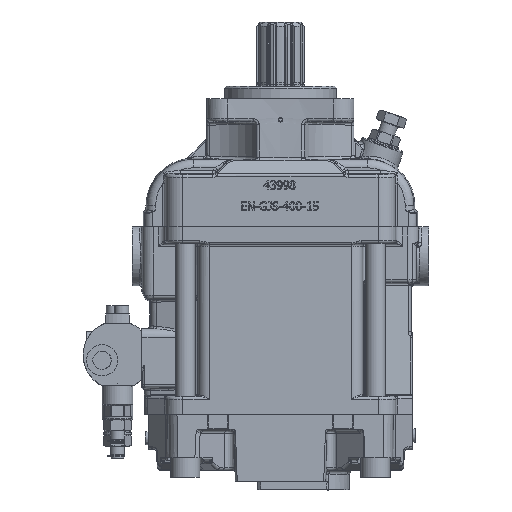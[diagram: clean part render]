
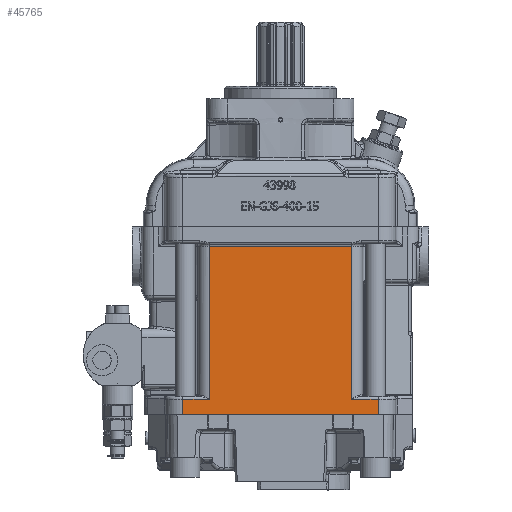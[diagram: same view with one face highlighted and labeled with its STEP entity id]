
A CAD part, left-side view. The second image highlights one B-rep face of the part: STEP entity #45765.
In plain terms, the highlighted planar face has unit normal (-1, 0, 0).
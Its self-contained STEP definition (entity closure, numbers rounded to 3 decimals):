
#7683=FACE_OUTER_BOUND('',#10528,.T.);
#10528=EDGE_LOOP('',(#34445,#34446,#34447,#34448,#34449,#34450,#34451,#34452));
#13904=LINE('',#75287,#16907);
#14187=LINE('',#77203,#17190);
#14188=LINE('',#77207,#17191);
#14189=LINE('',#77209,#17192);
#14190=LINE('',#77211,#17193);
#14191=LINE('',#77213,#17194);
#14192=LINE('',#77215,#17195);
#14193=LINE('',#77216,#17196);
#16907=VECTOR('',#54938,10.);
#17190=VECTOR('',#55699,10.);
#17191=VECTOR('',#55704,10.);
#17192=VECTOR('',#55705,10.);
#17193=VECTOR('',#55706,10.);
#17194=VECTOR('',#55707,10.);
#17195=VECTOR('',#55708,10.);
#17196=VECTOR('',#55709,10.);
#20240=VERTEX_POINT('',#75284);
#20241=VERTEX_POINT('',#75286);
#20714=VERTEX_POINT('',#77202);
#20715=VERTEX_POINT('',#77206);
#20716=VERTEX_POINT('',#77208);
#20717=VERTEX_POINT('',#77210);
#20718=VERTEX_POINT('',#77212);
#20719=VERTEX_POINT('',#77214);
#25175=EDGE_CURVE('',#20241,#20240,#13904,.T.);
#25734=EDGE_CURVE('',#20714,#20241,#14187,.T.);
#25736=EDGE_CURVE('',#20240,#20715,#14188,.T.);
#25737=EDGE_CURVE('',#20715,#20716,#14189,.T.);
#25738=EDGE_CURVE('',#20716,#20717,#14190,.T.);
#25739=EDGE_CURVE('',#20717,#20718,#14191,.T.);
#25740=EDGE_CURVE('',#20719,#20718,#14192,.T.);
#25741=EDGE_CURVE('',#20719,#20714,#14193,.T.);
#34445=ORIENTED_EDGE('',*,*,#25175,.T.);
#34446=ORIENTED_EDGE('',*,*,#25736,.T.);
#34447=ORIENTED_EDGE('',*,*,#25737,.T.);
#34448=ORIENTED_EDGE('',*,*,#25738,.T.);
#34449=ORIENTED_EDGE('',*,*,#25739,.T.);
#34450=ORIENTED_EDGE('',*,*,#25740,.F.);
#34451=ORIENTED_EDGE('',*,*,#25741,.T.);
#34452=ORIENTED_EDGE('',*,*,#25734,.T.);
#44310=PLANE('',#49243);
#45765=ADVANCED_FACE('',(#7683),#44310,.F.);
#49243=AXIS2_PLACEMENT_3D('',#77205,#55702,#55703);
#54938=DIRECTION('',(0.,-1.,0.));
#55699=DIRECTION('',(0.,0.,-1.));
#55702=DIRECTION('center_axis',(1.,0.,0.));
#55703=DIRECTION('ref_axis',(0.,0.,-1.));
#55704=DIRECTION('',(0.,0.,1.));
#55705=DIRECTION('',(0.,1.,0.));
#55706=DIRECTION('',(0.,0.,1.));
#55707=DIRECTION('',(0.,1.,0.));
#55708=DIRECTION('',(0.,0.,1.));
#55709=DIRECTION('',(0.,1.,0.));
#75284=CARTESIAN_POINT('',(-62.5,-69.832,0.));
#75286=CARTESIAN_POINT('',(-62.5,69.832,0.));
#75287=CARTESIAN_POINT('',(-62.5,-31.75,0.));
#77202=CARTESIAN_POINT('',(-62.5,69.832,10.851));
#77203=CARTESIAN_POINT('',(-62.5,69.832,0.));
#77205=CARTESIAN_POINT('Origin',(-62.5,-63.5,0.));
#77206=CARTESIAN_POINT('',(-62.5,-69.832,10.851));
#77207=CARTESIAN_POINT('',(-62.5,-69.832,0.));
#77208=CARTESIAN_POINT('',(-62.5,-50.754,10.851));
#77209=CARTESIAN_POINT('',(-62.5,-31.75,10.851));
#77210=CARTESIAN_POINT('',(-62.5,-50.754,120.2));
#77211=CARTESIAN_POINT('',(-62.5,-50.754,5.6));
#77212=CARTESIAN_POINT('',(-62.5,50.754,120.2));
#77213=CARTESIAN_POINT('',(-62.5,-31.75,120.2));
#77214=CARTESIAN_POINT('',(-62.5,50.754,10.851));
#77215=CARTESIAN_POINT('',(-62.5,50.754,5.6));
#77216=CARTESIAN_POINT('',(-62.5,-31.75,10.851));
